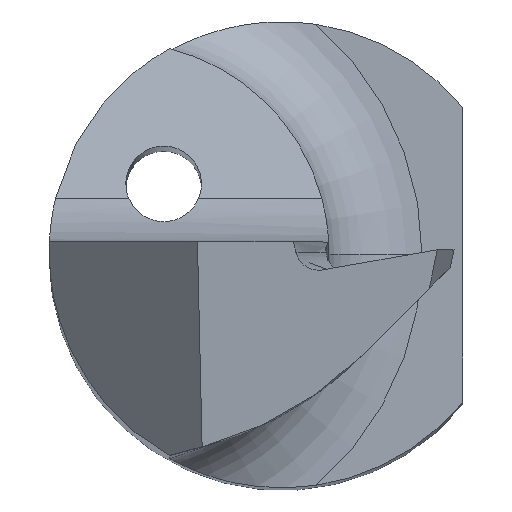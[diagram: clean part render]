
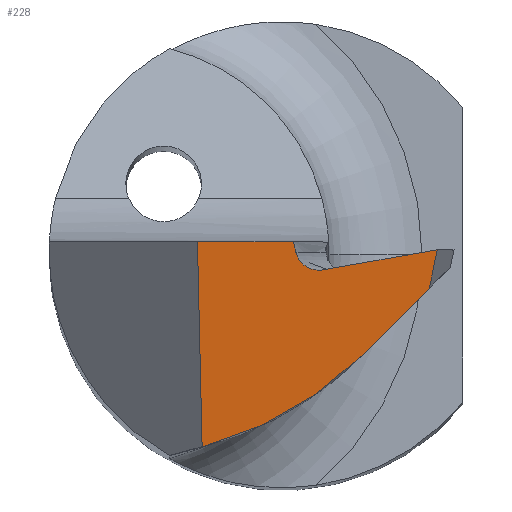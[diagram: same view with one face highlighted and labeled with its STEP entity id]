
A CAD part, top view. The second image highlights one B-rep face of the part: STEP entity #228.
In plain terms, the highlighted planar face has unit normal (-0.043, -0.052, 0.998).
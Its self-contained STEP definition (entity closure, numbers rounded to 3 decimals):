
#12 = VERTEX_POINT ( 'NONE', #610 ) ;
#21 = ORIENTED_EDGE ( 'NONE', *, *, #1305, .F. ) ;
#26 = EDGE_CURVE ( 'NONE', #1259, #556, #398, .T. ) ;
#41 = ORIENTED_EDGE ( 'NONE', *, *, #843, .T. ) ;
#55 = CARTESIAN_POINT ( 'NONE',  ( -0.727, 0.048, 29.913 ) ) ;
#65 = VERTEX_POINT ( 'NONE', #201 ) ;
#67 = CARTESIAN_POINT ( 'NONE',  ( 0.687, -0.89, 29.924 ) ) ;
#80 = EDGE_CURVE ( 'NONE', #1001, #65, #958, .T. ) ;
#82 = VECTOR ( 'NONE', #627, 1000. ) ;
#109 = CARTESIAN_POINT ( 'NONE',  ( -0.147, -1.53, 29.855 ) ) ;
#119 = CARTESIAN_POINT ( 'NONE',  ( 0.117, -0.006, 29.946 ) ) ;
#121 = ORIENTED_EDGE ( 'NONE', *, *, #80, .F. ) ;
#136 = EDGE_LOOP ( 'NONE', ( #1207, #41, #292, #21, #723, #234, #1047, #121, #454 ) ) ;
#156 = EDGE_CURVE ( 'NONE', #12, #65, #967, .T. ) ;
#196 = CARTESIAN_POINT ( 'NONE',  ( 1.26, -0.328, 29.979 ) ) ;
#201 = CARTESIAN_POINT ( 'NONE',  ( 1.331, 0.015, 30. ) ) ;
#227 = EDGE_CURVE ( 'NONE', #12, #347, #1142, .T. ) ;
#228 = ADVANCED_FACE ( 'NONE', ( #759 ), #1283, .T. ) ;
#234 = ORIENTED_EDGE ( 'NONE', *, *, #227, .F. ) ;
#245 = CARTESIAN_POINT ( 'NONE',  ( 0.11, 0.025, 29.947 ) ) ;
#253 = CARTESIAN_POINT ( 'NONE',  ( 0.348, -0.158, 29.948 ) ) ;
#254 = CARTESIAN_POINT ( 'NONE',  ( -0.728, 0.085, 29.914 ) ) ;
#258 = VERTEX_POINT ( 'NONE', #1190 ) ;
#292 = ORIENTED_EDGE ( 'NONE', *, *, #26, .F. ) ;
#309 = VECTOR ( 'NONE', #981, 1000. ) ;
#328 = AXIS2_PLACEMENT_3D ( 'NONE', #1071, #536, #545 ) ;
#347 = VERTEX_POINT ( 'NONE', #67 ) ;
#359 = CARTESIAN_POINT ( 'NONE',  ( 0.103, 0.055, 29.949 ) ) ;
#377 = VECTOR ( 'NONE', #762, 1000. ) ;
#398 = LINE ( 'NONE', #55, #516 ) ;
#410 =( BOUNDED_CURVE ( )  B_SPLINE_CURVE ( 3, ( #439, #1325, #109, #895 ),
 .UNSPECIFIED., .F., .F. ) 
 B_SPLINE_CURVE_WITH_KNOTS ( ( 4, 4 ),
 ( 4.809, 5.333 ),
 .UNSPECIFIED. ) 
 CURVE ( )  GEOMETRIC_REPRESENTATION_ITEM ( )  RATIONAL_B_SPLINE_CURVE ( ( 1., 0.977, 0.977, 1. ) ) 
 REPRESENTATION_ITEM ( '' )  );
#435 = VECTOR ( 'NONE', #944, 1000. ) ;
#439 = CARTESIAN_POINT ( 'NONE',  ( 0.687, -0.89, 29.924 ) ) ;
#454 = ORIENTED_EDGE ( 'NONE', *, *, #523, .F. ) ;
#476 = CARTESIAN_POINT ( 'NONE',  ( 0.117, -0.006, 29.946 ) ) ;
#514 = VECTOR ( 'NONE', #646, 1000. ) ;
#516 = VECTOR ( 'NONE', #1263, 1000. ) ;
#519 = LINE ( 'NONE', #1050, #435 ) ;
#523 = EDGE_CURVE ( 'NONE', #605, #1001, #1349, .T. ) ;
#536 = DIRECTION ( 'NONE',  ( -0.043, -0.052, 0.998 ) ) ;
#537 = EDGE_CURVE ( 'NONE', #1118, #605, #946, .T. ) ;
#545 = DIRECTION ( 'NONE',  ( 0., -0.999, -0.052 ) ) ;
#556 = VERTEX_POINT ( 'NONE', #254 ) ;
#561 = CARTESIAN_POINT ( 'NONE',  ( 0.129, -0.055, 29.944 ) ) ;
#605 = VERTEX_POINT ( 'NONE', #788 ) ;
#610 = CARTESIAN_POINT ( 'NONE',  ( 1.263, -0.314, 29.98 ) ) ;
#627 = DIRECTION ( 'NONE',  ( 0.984, 0.173, 0.052 ) ) ;
#646 = DIRECTION ( 'NONE',  ( -0.705, -0.705, -0.067 ) ) ;
#657 = LINE ( 'NONE', #1086, #309 ) ;
#723 = ORIENTED_EDGE ( 'NONE', *, *, #782, .F. ) ;
#759 = FACE_OUTER_BOUND ( 'NONE', #136, .T. ) ;
#762 = DIRECTION ( 'NONE',  ( 0.201, 0.978, 0.06 ) ) ;
#782 = EDGE_CURVE ( 'NONE', #347, #258, #410, .T. ) ;
#788 = CARTESIAN_POINT ( 'NONE',  ( 0.117, -0.006, 29.946 ) ) ;
#791 = CARTESIAN_POINT ( 'NONE',  ( 0.096, 0.085, 29.95 ) ) ;
#808 = CARTESIAN_POINT ( 'NONE',  ( 0.298, -0.166, 29.946 ) ) ;
#843 = EDGE_CURVE ( 'NONE', #1118, #556, #657, .T. ) ;
#864 = CARTESIAN_POINT ( 'NONE',  ( 1.467, -0.11, 29.999 ) ) ;
#895 = CARTESIAN_POINT ( 'NONE',  ( -0.658, -1.667, 29.826 ) ) ;
#944 = DIRECTION ( 'NONE',  ( -0.964, -0.258, -0.055 ) ) ;
#946 =( BOUNDED_CURVE ( )  B_SPLINE_CURVE ( 3, ( #791, #359, #245, #476 ),
 .UNSPECIFIED., .F., .F. ) 
 B_SPLINE_CURVE_WITH_KNOTS ( ( 4, 4 ),
 ( 2.47, 2.47 ),
 .UNSPECIFIED. ) 
 CURVE ( )  GEOMETRIC_REPRESENTATION_ITEM ( )  RATIONAL_B_SPLINE_CURVE ( ( 1., 1., 1., 1. ) ) 
 REPRESENTATION_ITEM ( '' )  );
#958 = LINE ( 'NONE', #1161, #82 ) ;
#963 = CARTESIAN_POINT ( 'NONE',  ( 0.096, 0.085, 29.95 ) ) ;
#967 = LINE ( 'NONE', #196, #377 ) ;
#981 = DIRECTION ( 'NONE',  ( -0.999, 0., -0.043 ) ) ;
#990 = CARTESIAN_POINT ( 'NONE',  ( 0.16, -0.099, 29.943 ) ) ;
#1001 = VERTEX_POINT ( 'NONE', #253 ) ;
#1047 = ORIENTED_EDGE ( 'NONE', *, *, #156, .T. ) ;
#1050 = CARTESIAN_POINT ( 'NONE',  ( -0.649, -1.664, 29.826 ) ) ;
#1071 = CARTESIAN_POINT ( 'NONE',  ( -0.728, 0.085, 29.914 ) ) ;
#1086 = CARTESIAN_POINT ( 'NONE',  ( -0.728, 0.085, 29.914 ) ) ;
#1118 = VERTEX_POINT ( 'NONE', #963 ) ;
#1142 = LINE ( 'NONE', #864, #514 ) ;
#1161 = CARTESIAN_POINT ( 'NONE',  ( -0.653, -0.334, 29.896 ) ) ;
#1168 = CARTESIAN_POINT ( 'NONE',  ( -0.688, -1.675, 29.824 ) ) ;
#1190 = CARTESIAN_POINT ( 'NONE',  ( -0.658, -1.667, 29.826 ) ) ;
#1207 = ORIENTED_EDGE ( 'NONE', *, *, #537, .F. ) ;
#1259 = VERTEX_POINT ( 'NONE', #1168 ) ;
#1263 = DIRECTION ( 'NONE',  ( -0.023, 0.998, 0.051 ) ) ;
#1283 = PLANE ( 'NONE',  #328 ) ;
#1305 = EDGE_CURVE ( 'NONE', #258, #1259, #519, .T. ) ;
#1325 = CARTESIAN_POINT ( 'NONE',  ( 0.312, -1.265, 29.889 ) ) ;
#1338 = CARTESIAN_POINT ( 'NONE',  ( 0.348, -0.158, 29.948 ) ) ;
#1347 = CARTESIAN_POINT ( 'NONE',  ( 0.245, -0.155, 29.944 ) ) ;
#1349 = B_SPLINE_CURVE_WITH_KNOTS ( 'NONE', 3,
 ( #119, #561, #990, #1347, #808, #1338 ),
 .UNSPECIFIED., .F., .F.,
 ( 4, 2, 4 ),
 ( 0., 0., 0. ),
 .UNSPECIFIED. ) ;
